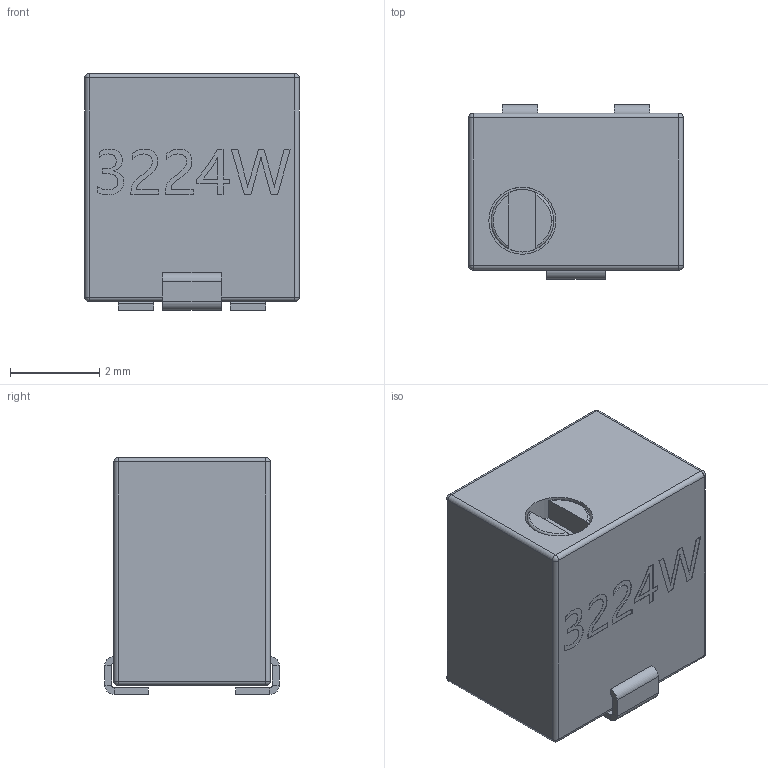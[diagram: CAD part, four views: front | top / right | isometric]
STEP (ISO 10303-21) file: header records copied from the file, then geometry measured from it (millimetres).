
FILE_DESCRIPTION (( 'STEP AP214' ), '1' );
FILE_NAME ('RES-ADJ-SMD_3224W.step', '2022-07-28T08:35:40', ( '' ), ( '' ), 'SwSTEP 2.0', 'SolidWorks 2020', '' );
FILE_SCHEMA (( 'AUTOMOTIVE_DESIGN' ));
Length unit declared in the file: millimetre
Products named in the file (1): RES-ADJ-SMD_3224W
Bounding box: 4.8 x 3.9 x 5.3 mm (x, y, z)
Volume: 85.7 mm3; surface area: 133.1 mm2
Topology: 1 solids, 1 shells, 398 faces, 1045 edges, 671 vertices
Faces by surface type: plane 225, bspline 134, cylinder 28, sphere 8, torus 3
Entity records: 18781 total; most frequent: CARTESIAN_POINT 5513, ORIENTED_EDGE 2074, DIRECTION 1355, EDGE_CURVE 1037, VECTOR 697, LINE 697, VERTEX_POINT 671, EDGE_LOOP 428
